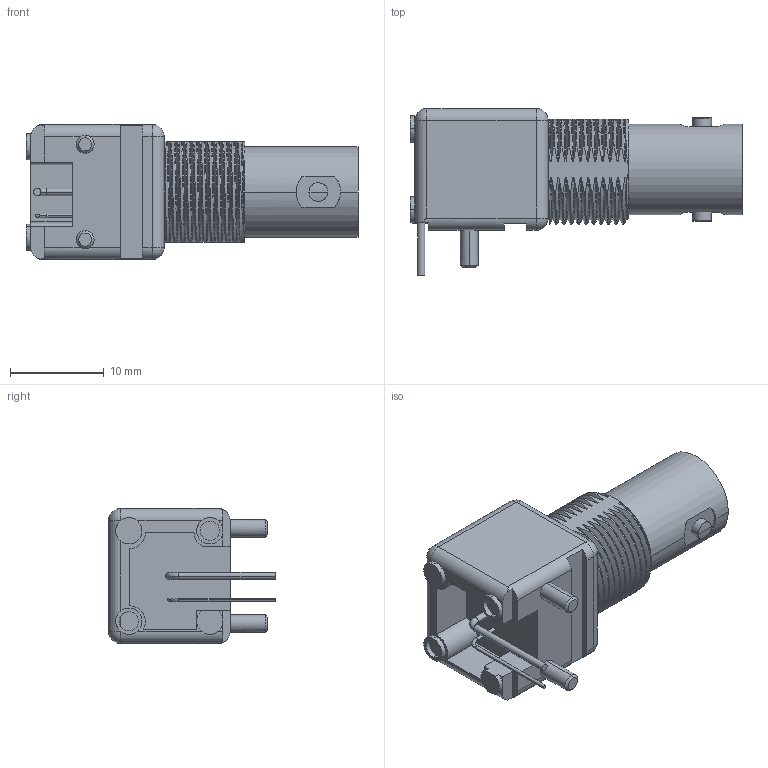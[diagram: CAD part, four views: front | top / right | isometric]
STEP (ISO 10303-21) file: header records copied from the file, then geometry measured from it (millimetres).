
FILE_DESCRIPTION (( 'STEP AP214' ), '1' );
FILE_NAME ('31-71043_1.stp', '2022-04-19T10:02:26', ( '' ), ( '' ), 'SwSTEP 2.0', 'SolidWorks 2021', '' );
FILE_SCHEMA (( 'AUTOMOTIVE_DESIGN' ));
Length unit declared in the file: millimetre
Products named in the file (1): 31-71043_1
Bounding box: 35.41 x 17.79 x 14.4 mm (x, y, z)
Volume: 3242.4 mm3; surface area: 2535.4 mm2
Topology: 1 solids, 1 shells, 307 faces, 821 edges, 517 vertices
Faces by surface type: bspline 107, cylinder 90, plane 77, cone 23, sphere 6, torus 4
Entity records: 14263 total; most frequent: CARTESIAN_POINT 7340, ORIENTED_EDGE 1630, DIRECTION 1038, EDGE_CURVE 815, VERTEX_POINT 517, AXIS2_PLACEMENT_3D 374, B_SPLINE_CURVE_WITH_KNOTS 351, EDGE_LOOP 316
